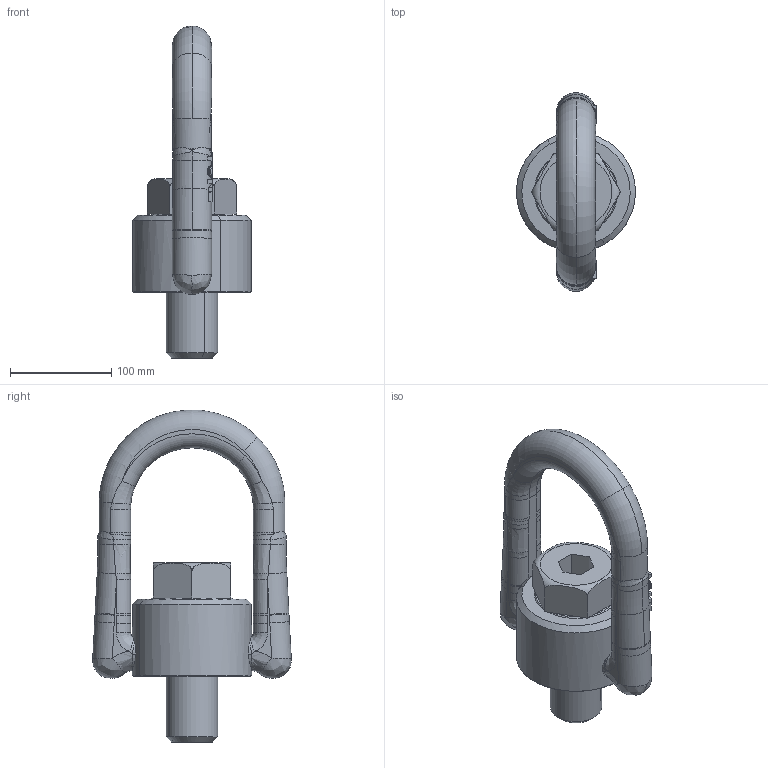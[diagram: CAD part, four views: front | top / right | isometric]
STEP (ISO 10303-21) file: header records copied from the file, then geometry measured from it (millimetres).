
FILE_DESCRIPTION(('CATIA V5 STEP Exchange'),'2;1');
FILE_NAME('8-232-200.stp','2017-06-16T08:33:57+00:00',('none'),('none'),'CATIA Version 5 Release 21 GA (IN-10)','CATIA V5 STEP AP203','none');
FILE_SCHEMA(('CONFIG_CONTROL_DESIGN'));
Length unit declared in the file: millimetre
Products named in the file (1): 8-232-125
Bounding box: 117.61 x 196.35 x 328.05 mm (x, y, z)
Volume: 1735195.2 mm3; surface area: 137292.4 mm2
Topology: 1 solids, 1 shells, 327 faces, 880 edges, 559 vertices
Faces by surface type: plane 177, cylinder 62, bspline 50, torus 28, cone 8, extrusion 2
Entity records: 29512 total; most frequent: CARTESIAN_POINT 22444, ORIENTED_EDGE 1760, DIRECTION 947, EDGE_CURVE 880, VERTEX_POINT 559, B_SPLINE_CURVE_WITH_KNOTS 399, VECTOR 398, LINE 396
